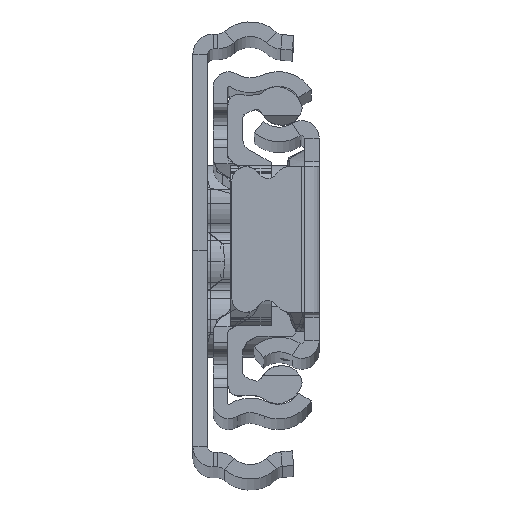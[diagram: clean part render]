
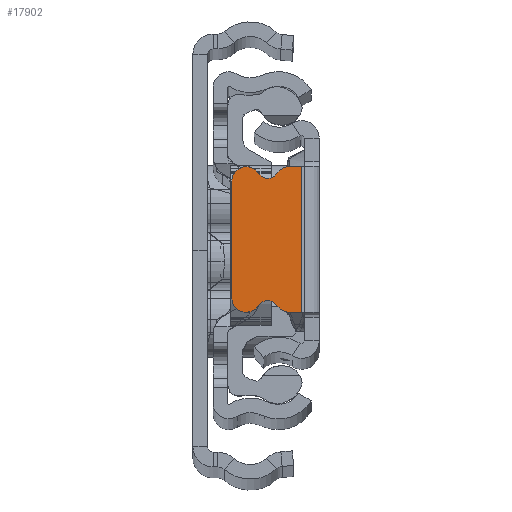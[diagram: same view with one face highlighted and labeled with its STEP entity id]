
A CAD part, top view. The second image highlights one B-rep face of the part: STEP entity #17902.
In plain terms, the highlighted planar face has unit normal (0, 0, 1).
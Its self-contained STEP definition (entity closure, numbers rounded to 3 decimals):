
#21 = CARTESIAN_POINT ( 'NONE',  ( -1.8, -10.425, 0. ) ) ;
#236 = CARTESIAN_POINT ( 'NONE',  ( -7.5, -6., 0. ) ) ;
#383 = CARTESIAN_POINT ( 'NONE',  ( 0.7, 7.5, 0. ) ) ;
#568 = CARTESIAN_POINT ( 'NONE',  ( -7.5, -7.5, 0. ) ) ;
#827 = EDGE_CURVE ( 'NONE', #1476, #13938, #6984, .T. ) ;
#891 = VERTEX_POINT ( 'NONE', #568 ) ;
#1088 = DIRECTION ( 'NONE',  ( 0., 1., 0. ) ) ;
#1476 = VERTEX_POINT ( 'NONE', #8546 ) ;
#1559 = EDGE_CURVE ( 'NONE', #19569, #14694, #6942, .T. ) ;
#1719 = DIRECTION ( 'NONE',  ( 0., 1., 0. ) ) ;
#1752 = CARTESIAN_POINT ( 'NONE',  ( -4.355, 6.79, 0. ) ) ;
#1993 = AXIS2_PLACEMENT_3D ( 'NONE', #5736, #15291, #15399 ) ;
#2013 = LINE ( 'NONE', #16609, #16080 ) ;
#2286 = DIRECTION ( 'NONE',  ( 0., 1., 0. ) ) ;
#2375 = ORIENTED_EDGE ( 'NONE', *, *, #11354, .T. ) ;
#2712 = ORIENTED_EDGE ( 'NONE', *, *, #16740, .T. ) ;
#3006 = CIRCLE ( 'NONE', #10178, 1.5 ) ;
#3368 = AXIS2_PLACEMENT_3D ( 'NONE', #5078, #11761, #10034 ) ;
#3525 = EDGE_CURVE ( 'NONE', #8963, #19569, #7243, .T. ) ;
#3643 = CARTESIAN_POINT ( 'NONE',  ( -5.29, 6.27, 0. ) ) ;
#3665 = AXIS2_PLACEMENT_3D ( 'NONE', #5076, #4109, #2286 ) ;
#3668 = ORIENTED_EDGE ( 'NONE', *, *, #9286, .F. ) ;
#3746 = EDGE_CURVE ( 'NONE', #6247, #14994, #16839, .T. ) ;
#3860 = DIRECTION ( 'NONE',  ( 0., 1., 0. ) ) ;
#3874 = CARTESIAN_POINT ( 'NONE',  ( 0.7, -7.5, 0. ) ) ;
#4109 = DIRECTION ( 'NONE',  ( 0., 0., 1. ) ) ;
#4245 = CARTESIAN_POINT ( 'NONE',  ( -7.5, 6., 0. ) ) ;
#4312 = DIRECTION ( 'NONE',  ( 0., 1., 0. ) ) ;
#4439 = CARTESIAN_POINT ( 'NONE',  ( -6.225, -6.79, 0. ) ) ;
#4730 = ORIENTED_EDGE ( 'NONE', *, *, #15335, .T. ) ;
#4982 = CARTESIAN_POINT ( 'NONE',  ( -9., -6., 0. ) ) ;
#5076 = CARTESIAN_POINT ( 'NONE',  ( -7.5, -6., 0. ) ) ;
#5078 = CARTESIAN_POINT ( 'NONE',  ( 643.5, -10.425, 0. ) ) ;
#5137 = DIRECTION ( 'NONE',  ( 0., 0., 1. ) ) ;
#5476 = ORIENTED_EDGE ( 'NONE', *, *, #1559, .T. ) ;
#5682 = VECTOR ( 'NONE', #8498, 1000. ) ;
#5705 = VECTOR ( 'NONE', #18174, 1000. ) ;
#5736 = CARTESIAN_POINT ( 'NONE',  ( -5.29, -7.37, 0. ) ) ;
#6118 = CARTESIAN_POINT ( 'NONE',  ( -3.08, 6., 0. ) ) ;
#6222 = DIRECTION ( 'NONE',  ( 0., -1., 0. ) ) ;
#6247 = VERTEX_POINT ( 'NONE', #8796 ) ;
#6565 = AXIS2_PLACEMENT_3D ( 'NONE', #6118, #14379, #1088 ) ;
#6910 = AXIS2_PLACEMENT_3D ( 'NONE', #16436, #21166, #19557 ) ;
#6942 = CIRCLE ( 'NONE', #9706, 1.5 ) ;
#6965 = EDGE_CURVE ( 'NONE', #10343, #1476, #10028, .T. ) ;
#6984 = LINE ( 'NONE', #3874, #5682 ) ;
#7065 = ORIENTED_EDGE ( 'NONE', *, *, #16866, .T. ) ;
#7243 = CIRCLE ( 'NONE', #6910, 1.1 ) ;
#7779 = CIRCLE ( 'NONE', #3665, 1.5 ) ;
#8201 = FACE_OUTER_BOUND ( 'NONE', #19078, .T. ) ;
#8498 = DIRECTION ( 'NONE',  ( 1., 0., 0. ) ) ;
#8546 = CARTESIAN_POINT ( 'NONE',  ( -3.08, -7.5, 0. ) ) ;
#8734 = CARTESIAN_POINT ( 'NONE',  ( -6.225, 6.79, 0. ) ) ;
#8796 = CARTESIAN_POINT ( 'NONE',  ( -3.08, 7.5, 0. ) ) ;
#8946 = AXIS2_PLACEMENT_3D ( 'NONE', #20021, #15681, #4312 ) ;
#8963 = VERTEX_POINT ( 'NONE', #3643 ) ;
#9026 = ORIENTED_EDGE ( 'NONE', *, *, #6965, .T. ) ;
#9286 = EDGE_CURVE ( 'NONE', #18845, #13938, #9654, .T. ) ;
#9291 = ORIENTED_EDGE ( 'NONE', *, *, #827, .T. ) ;
#9305 = VECTOR ( 'NONE', #6222, 1000. ) ;
#9610 = ORIENTED_EDGE ( 'NONE', *, *, #18516, .T. ) ;
#9654 = LINE ( 'NONE', #21, #9305 ) ;
#9706 = AXIS2_PLACEMENT_3D ( 'NONE', #4245, #17326, #12743 ) ;
#10028 = CIRCLE ( 'NONE', #8946, 1.5 ) ;
#10034 = DIRECTION ( 'NONE',  ( 0., 1., 0. ) ) ;
#10178 = AXIS2_PLACEMENT_3D ( 'NONE', #236, #5137, #1719 ) ;
#10343 = VERTEX_POINT ( 'NONE', #11174 ) ;
#11174 = CARTESIAN_POINT ( 'NONE',  ( -4.355, -6.79, 0. ) ) ;
#11354 = EDGE_CURVE ( 'NONE', #14994, #8963, #20711, .T. ) ;
#11761 = DIRECTION ( 'NONE',  ( 0., 0., 1. ) ) ;
#12029 = DIRECTION ( 'NONE',  ( 0., 0., -1. ) ) ;
#12743 = DIRECTION ( 'NONE',  ( 0., 1., 0. ) ) ;
#13938 = VERTEX_POINT ( 'NONE', #15542 ) ;
#14379 = DIRECTION ( 'NONE',  ( 0., 0., 1. ) ) ;
#14487 = ORIENTED_EDGE ( 'NONE', *, *, #3525, .T. ) ;
#14694 = VERTEX_POINT ( 'NONE', #18939 ) ;
#14994 = VERTEX_POINT ( 'NONE', #1752 ) ;
#15199 = DIRECTION ( 'NONE',  ( 0., -1., 0. ) ) ;
#15291 = DIRECTION ( 'NONE',  ( 0., 0., -1. ) ) ;
#15335 = EDGE_CURVE ( 'NONE', #14694, #17832, #2013, .T. ) ;
#15399 = DIRECTION ( 'NONE',  ( 0., 1., 0. ) ) ;
#15542 = CARTESIAN_POINT ( 'NONE',  ( -1.8, -7.5, 0. ) ) ;
#15681 = DIRECTION ( 'NONE',  ( 0., 0., 1. ) ) ;
#16032 = ORIENTED_EDGE ( 'NONE', *, *, #3746, .T. ) ;
#16080 = VECTOR ( 'NONE', #15199, 1000. ) ;
#16368 = CARTESIAN_POINT ( 'NONE',  ( -1.8, 7.5, 0. ) ) ;
#16436 = CARTESIAN_POINT ( 'NONE',  ( -5.29, 7.37, 0. ) ) ;
#16609 = CARTESIAN_POINT ( 'NONE',  ( -9., 6., 0. ) ) ;
#16740 = EDGE_CURVE ( 'NONE', #18845, #6247, #18066, .T. ) ;
#16839 = CIRCLE ( 'NONE', #6565, 1.5 ) ;
#16866 = EDGE_CURVE ( 'NONE', #891, #18006, #7779, .T. ) ;
#16925 = AXIS2_PLACEMENT_3D ( 'NONE', #20405, #12029, #3860 ) ;
#17326 = DIRECTION ( 'NONE',  ( 0., 0., 1. ) ) ;
#17544 = EDGE_CURVE ( 'NONE', #18006, #10343, #18422, .T. ) ;
#17832 = VERTEX_POINT ( 'NONE', #4982 ) ;
#17902 = ADVANCED_FACE ( 'NONE', ( #8201 ), #19699, .T. ) ;
#18006 = VERTEX_POINT ( 'NONE', #4439 ) ;
#18066 = LINE ( 'NONE', #383, #5705 ) ;
#18174 = DIRECTION ( 'NONE',  ( -1., 0., 0. ) ) ;
#18273 = ORIENTED_EDGE ( 'NONE', *, *, #17544, .T. ) ;
#18422 = CIRCLE ( 'NONE', #1993, 1.1 ) ;
#18516 = EDGE_CURVE ( 'NONE', #17832, #891, #3006, .T. ) ;
#18845 = VERTEX_POINT ( 'NONE', #16368 ) ;
#18939 = CARTESIAN_POINT ( 'NONE',  ( -9., 6., 0. ) ) ;
#19078 = EDGE_LOOP ( 'NONE', ( #3668, #2712, #16032, #2375, #14487, #5476, #4730, #9610, #7065, #18273, #9026, #9291 ) ) ;
#19557 = DIRECTION ( 'NONE',  ( 0., 1., 0. ) ) ;
#19569 = VERTEX_POINT ( 'NONE', #8734 ) ;
#19699 = PLANE ( 'NONE',  #3368 ) ;
#20021 = CARTESIAN_POINT ( 'NONE',  ( -3.08, -6., 0. ) ) ;
#20405 = CARTESIAN_POINT ( 'NONE',  ( -5.29, 7.37, 0. ) ) ;
#20711 = CIRCLE ( 'NONE', #16925, 1.1 ) ;
#21166 = DIRECTION ( 'NONE',  ( 0., 0., -1. ) ) ;
